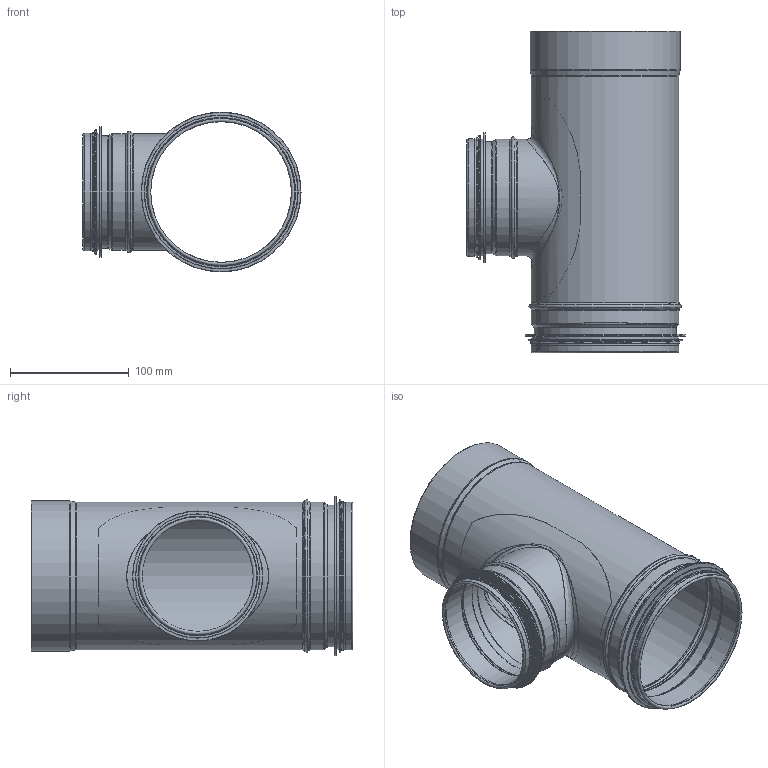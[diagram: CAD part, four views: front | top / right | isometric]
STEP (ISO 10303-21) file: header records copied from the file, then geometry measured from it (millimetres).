
FILE_DESCRIPTION((''),'2;1');
FILE_NAME('HTKM_125-100.stp','2014-02-21T07:59:51',(''),(''),'Autodesk Inventor 2013','Autodesk Inventor 2013','');
FILE_SCHEMA(('AUTOMOTIVE_DESIGN { 1 2 10303 214 0 1 1 1 }'));
Length unit declared in the file: millimetre
Products named in the file (6): HTKM_125-100; HTKMRörämne_125-100; 999004; HPS_125-100; HPSRörämne_125-100; 999003
Assembly tree (5 placements, depth 3):
  HTKM_125-100
    HTKMRörämne_125-100
    999004
    HPS_125-100
      HPSRörämne_125-100
      999003
Bounding box: 183.42 x 270.49 x 134.45 mm (x, y, z)
Volume: 93861.2 mm3; surface area: 305777.5 mm2
Topology: 4 solids, 4 shells, 112 faces, 227 edges, 130 vertices
Faces by surface type: cylinder 39, torus 37, cone 17, plane 17, bspline 2
Full cylindrical faces by diameter (mm): 93.25 x1, 94.25 x1, 95.45 x1, 97.05 x1, 98.05 x6, 99.05 x1, 104.45 x1, 109.45 x1, 118.25 x1, 119.25 x1, 120.45 x1, 123.05 x6, 124.05 x3, 125.25 x1, 126.25 x1, 129.45 x1, 134.45 x1
Entity records: 3555 total; most frequent: CARTESIAN_POINT 1237, DIRECTION 462, ORIENTED_EDGE 282, AXIS2_PLACEMENT_3D 225, EDGE_LOOP 212, EDGE_CURVE 141, VERTEX_POINT 127, STYLED_ITEM 116
